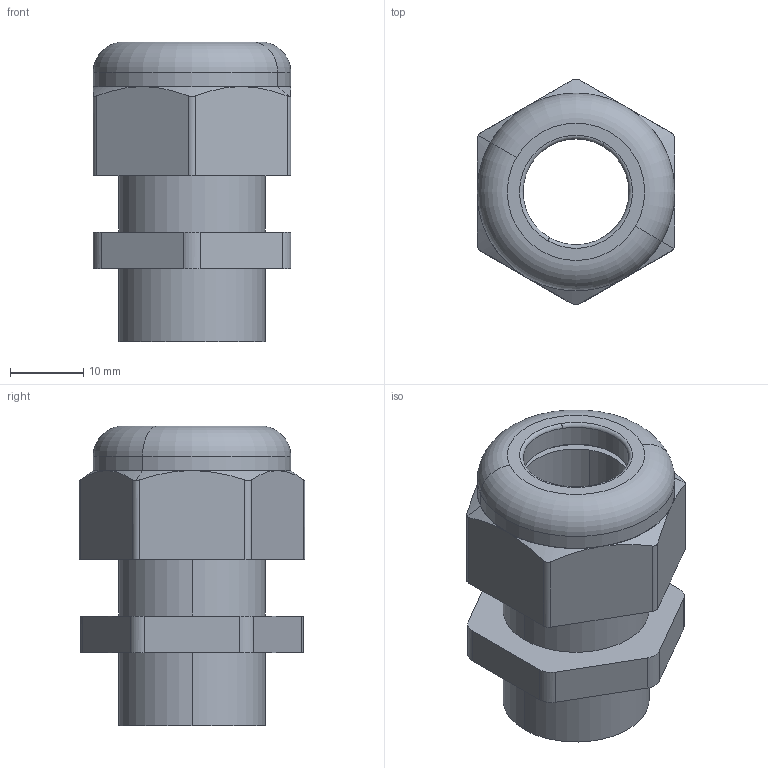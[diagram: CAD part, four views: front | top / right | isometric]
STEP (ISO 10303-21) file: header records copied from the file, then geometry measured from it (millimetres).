
FILE_DESCRIPTION(('CATIA V5 STEP Exchange','CAx-IF Rec.Pracs.--- Model Styling and Organization---1.5--- 2016-08-15','CAx-IF Rec.Pracs.---Supplemental Geometry---1.0---2011-11-01','CAx-IF Rec.Pracs.--- Composite Materials ---1.1---2010-07-15'),'2;1');
FILE_NAME ('026177-2_2', '2025-05-08T10:33:39+00:00', ('none'), ('Weidmueller'), 'CATIA Version 5-6 Release 2022 SP4 HF5', 'CATIA V5 STEP AP214 v3', 'none');
FILE_SCHEMA(('AUTOMOTIVE_DESIGN { 1 0 10303 214 1 1 1 1 }'));
Length unit declared in the file: millimetre
Products named in the file (1): VG_M20_10-14
Bounding box: 27 x 30.87 x 41 mm (x, y, z)
Volume: 11129.5 mm3; surface area: 8440.8 mm2
Topology: 1 solids, 2 shells, 87 faces, 212 edges, 134 vertices
Faces by surface type: cylinder 34, plane 29, cone 18, torus 6
Entity records: 2634 total; most frequent: CARTESIAN_POINT 675, ORIENTED_EDGE 424, DIRECTION 287, EDGE_CURVE 212, AXIS2_PLACEMENT_3D 144, VERTEX_POINT 134, EDGE_LOOP 96, VECTOR 90
